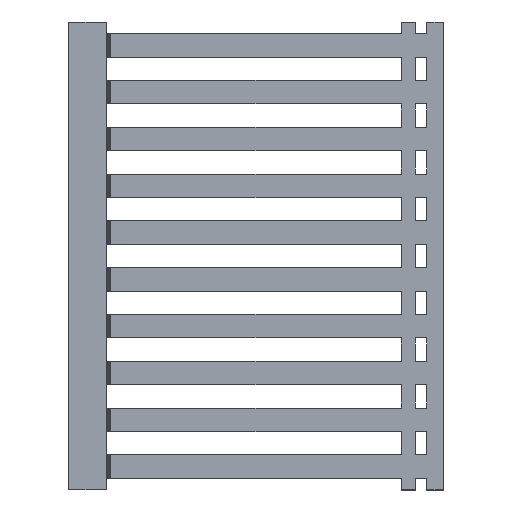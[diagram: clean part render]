
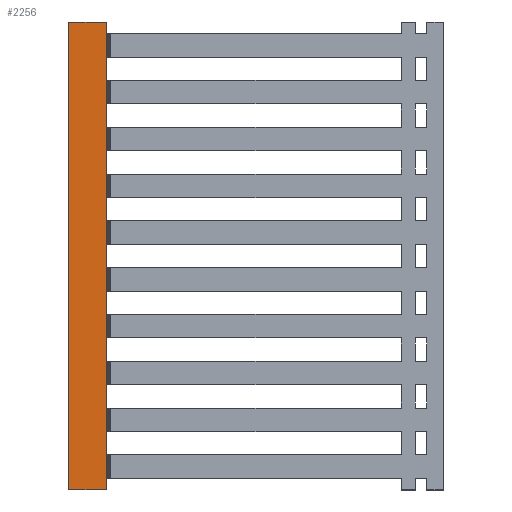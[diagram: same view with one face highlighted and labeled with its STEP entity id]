
A CAD part, left-side view. The second image highlights one B-rep face of the part: STEP entity #2256.
In plain terms, the highlighted planar face has unit normal (-1, 0, 0).
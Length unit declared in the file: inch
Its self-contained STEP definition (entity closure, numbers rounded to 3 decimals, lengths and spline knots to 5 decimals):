
#150 = EDGE_CURVE ( 'NONE', #241, #3693, #393, .T. ) ;
#241 = VERTEX_POINT ( 'NONE', #7575 ) ;
#311 = DIRECTION ( 'NONE',  ( 0., 0., 1. ) ) ;
#365 = EDGE_CURVE ( 'NONE', #8190, #241, #8800, .T. ) ;
#393 = LINE ( 'NONE', #10567, #4171 ) ;
#433 = DIRECTION ( 'NONE',  ( -1., 0., 0. ) ) ;
#645 = VERTEX_POINT ( 'NONE', #8038 ) ;
#1167 = FACE_OUTER_BOUND ( 'NONE', #1871, .T. ) ;
#1229 = AXIS2_PLACEMENT_3D ( 'NONE', #7223, #433, #9870 ) ;
#1713 = CARTESIAN_POINT ( 'NONE',  ( -0.49213, 3.14961, -3.93701 ) ) ;
#1871 = EDGE_LOOP ( 'NONE', ( #4477, #1932, #9965, #1949 ) ) ;
#1932 = ORIENTED_EDGE ( 'NONE', *, *, #365, .T. ) ;
#1949 = ORIENTED_EDGE ( 'NONE', *, *, #6579, .F. ) ;
#2256 = ADVANCED_FACE ( 'NONE', ( #1167 ), #8179, .T. ) ;
#3253 = DIRECTION ( 'NONE',  ( 0., -1., 0. ) ) ;
#3455 = CARTESIAN_POINT ( 'NONE',  ( -0.49213, 3.14961, -3.93701 ) ) ;
#3693 = VERTEX_POINT ( 'NONE', #6636 ) ;
#3845 = VECTOR ( 'NONE', #3253, 39.37008 ) ;
#4098 = LINE ( 'NONE', #1713, #3845 ) ;
#4171 = VECTOR ( 'NONE', #7184, 39.37008 ) ;
#4477 = ORIENTED_EDGE ( 'NONE', *, *, #6026, .T. ) ;
#5993 = VECTOR ( 'NONE', #311, 39.37008 ) ;
#6026 = EDGE_CURVE ( 'NONE', #645, #8190, #4098, .T. ) ;
#6043 = CARTESIAN_POINT ( 'NONE',  ( -0.49213, 2.83465, -3.93701 ) ) ;
#6277 = LINE ( 'NONE', #3455, #7469 ) ;
#6579 = EDGE_CURVE ( 'NONE', #645, #3693, #6277, .T. ) ;
#6636 = CARTESIAN_POINT ( 'NONE',  ( -0.49213, 3.14961, 0. ) ) ;
#7184 = DIRECTION ( 'NONE',  ( 0., 1., 0. ) ) ;
#7217 = CARTESIAN_POINT ( 'NONE',  ( -0.49213, 2.83465, -3.93701 ) ) ;
#7223 = CARTESIAN_POINT ( 'NONE',  ( -0.49213, 3.14961, -3.93701 ) ) ;
#7469 = VECTOR ( 'NONE', #9665, 39.37008 ) ;
#7575 = CARTESIAN_POINT ( 'NONE',  ( -0.49213, 2.83465, 0. ) ) ;
#8038 = CARTESIAN_POINT ( 'NONE',  ( -0.49213, 3.14961, -3.93701 ) ) ;
#8179 = PLANE ( 'NONE',  #1229 ) ;
#8190 = VERTEX_POINT ( 'NONE', #6043 ) ;
#8800 = LINE ( 'NONE', #7217, #5993 ) ;
#9665 = DIRECTION ( 'NONE',  ( 0., 0., 1. ) ) ;
#9870 = DIRECTION ( 'NONE',  ( 0., -1., 0. ) ) ;
#9965 = ORIENTED_EDGE ( 'NONE', *, *, #150, .T. ) ;
#10567 = CARTESIAN_POINT ( 'NONE',  ( -0.49213, 3.14961, 0. ) ) ;
